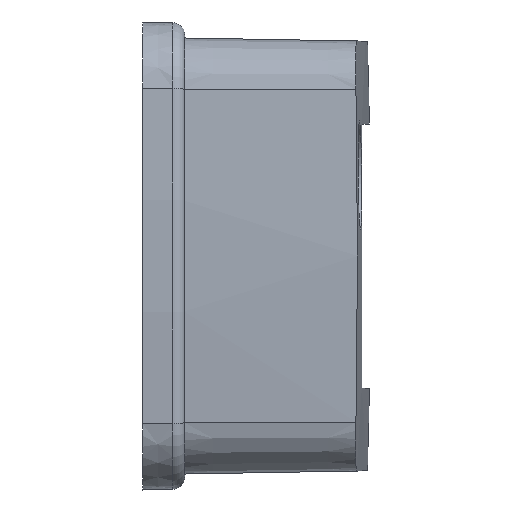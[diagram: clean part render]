
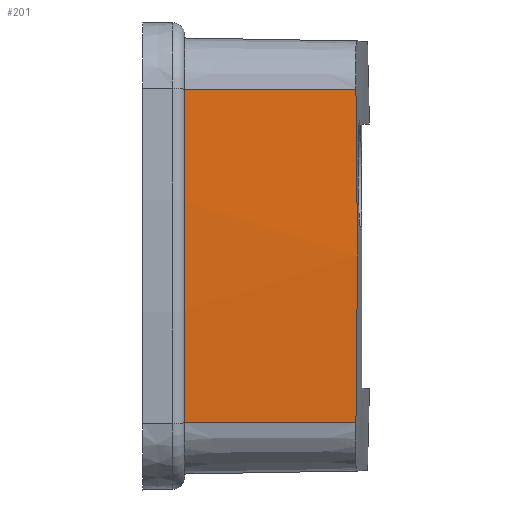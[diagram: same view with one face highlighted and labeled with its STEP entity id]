
A CAD part, front view. The second image highlights one B-rep face of the part: STEP entity #201.
In plain terms, the highlighted conical face has half-angle 1 degrees and reference radius 178.668 mm.
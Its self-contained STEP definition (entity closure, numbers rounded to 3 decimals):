
#114=CONICAL_SURFACE('',#1039,178.668,1.);
#131=B_SPLINE_CURVE_WITH_KNOTS('',3,(#1484,#1485,#1486,#1487),
 .UNSPECIFIED.,.F.,.F.,(4,4),(0.,1.),.UNSPECIFIED.);
#150=FACE_OUTER_BOUND('',#358,.T.);
#201=ADVANCED_FACE('',(#150),#114,.T.);
#283=CIRCLE('',#1038,178.669);
#358=EDGE_LOOP('',(#483,#484,#485,#486));
#483=ORIENTED_EDGE('',*,*,#775,.F.);
#484=ORIENTED_EDGE('',*,*,#793,.T.);
#485=ORIENTED_EDGE('',*,*,#794,.T.);
#486=ORIENTED_EDGE('',*,*,#795,.F.);
#690=VERTEX_POINT('',#1483);
#691=VERTEX_POINT('',#1488);
#705=VERTEX_POINT('',#1576);
#706=VERTEX_POINT('',#1578);
#775=EDGE_CURVE('',#690,#691,#131,.T.);
#793=EDGE_CURVE('',#690,#705,#891,.T.);
#794=EDGE_CURVE('',#705,#706,#283,.T.);
#795=EDGE_CURVE('',#691,#706,#892,.T.);
#891=LINE('',#1575,#969);
#892=LINE('',#1579,#970);
#969=VECTOR('',#1188,1.);
#970=VECTOR('',#1191,1.);
#1038=AXIS2_PLACEMENT_3D('',#1577,#1189,#1190);
#1039=AXIS2_PLACEMENT_3D('',#1580,#1192,#1193);
#1188=DIRECTION('',(-1.,-0.017,0.001));
#1189=DIRECTION('',(1.,0.,0.));
#1190=DIRECTION('',(0.,0.,1.));
#1191=DIRECTION('',(-1.,-0.017,-0.001));
#1192=DIRECTION('',(-1.,0.,0.));
#1193=DIRECTION('',(0.,1.,0.));
#1483=CARTESIAN_POINT('',(17.781,-57.941,13.843));
#1484=CARTESIAN_POINT('',(17.781,-57.941,13.843));
#1485=CARTESIAN_POINT('',(17.954,-58.655,4.629));
#1486=CARTESIAN_POINT('',(17.954,-58.655,-4.629));
#1487=CARTESIAN_POINT('',(17.781,-57.941,-13.843));
#1488=CARTESIAN_POINT('',(17.781,-57.941,-13.843));
#1575=CARTESIAN_POINT('',(3.5,-58.189,13.862));
#1576=CARTESIAN_POINT('',(3.472,-58.19,13.862));
#1577=CARTESIAN_POINT('',(3.472,119.941,0.));
#1578=CARTESIAN_POINT('',(3.472,-58.19,-13.862));
#1579=CARTESIAN_POINT('',(3.5,-58.189,-13.862));
#1580=CARTESIAN_POINT('',(3.5,119.941,0.));
